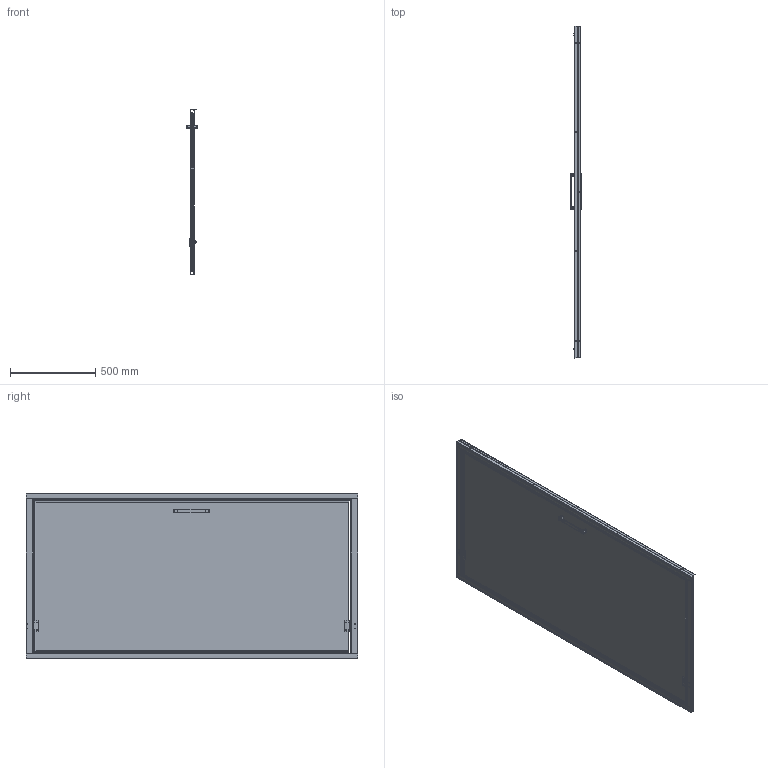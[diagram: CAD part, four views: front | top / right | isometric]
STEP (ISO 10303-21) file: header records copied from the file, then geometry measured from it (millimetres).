
FILE_DESCRIPTION((''),'2;1');
FILE_NAME('NDC9Z_ASM','2025-06-09T',('admin'),(''),'PRO/ENGINEER BY PARAMETRIC TECHNOLOGY CORPORATION, 2010280','PRO/ENGINEER BY PARAMETRIC TECHNOLOGY CORPORATION, 2010280','');
FILE_SCHEMA(('CONFIG_CONTROL_DESIGN'));
Products named in the file (36): MA020X806; FA101X1900; MA020X806X; MB327; LC003X781; LB302; LB005; LB006; LB003; M5; LGZ--LS138--CNC; MA099; LB201; M5X12; M5X16; FEZ--1_ASM; FEZ--2_ASM; MP045X621; MP045X136; NDZBLZ1_ASM; LA121X620; LA121X139; LA121X1820; MB102_ASM; FA201; FA321; FA322; BC037; FA323; FA210_ASM; XA102X1900; MB373-2; MB321; SK313--1850; MB102; NDC9Z_ASM
Assembly tree (59 placements, depth 4):
  NDC9Z_ASM
    MA020X806
    FA101X1900  x2
    MA020X806X
    MB327
    NDZBLZ1_ASM
      LC003X781
      FEZ--1_ASM
        LB302
        LB005
        LB006
        LB003
        M5
        LGZ--LS138--CNC
        MA099  x2
        LB201
        M5X12  x2
        M5X16
      FEZ--2_ASM
        LB302
        LB005
        LB006
        LB003
        M5
        LGZ--LS138--CNC
        M5X12  x2
        LB201
        MA099  x2
        M5X16
      MP045X621
      MP045X136
    LA121X620  x2
    LA121X139  x2
    LA121X1820
    MB102_ASM
    FA210_ASM
      FA201  x2
      FA321  x2
      FA322  x2
      BC037  x2
      FA323  x4
    XA102X1900
    MB373-2
    MB321
    SK313--1850
    MB102
Bounding box: 60.5 x 1950.18 x 975.87 mm (x, y, z)
Volume: 11439218.1 mm3; surface area: 6397024.1 mm2
Topology: 54 solids, 74 shells, 4482 faces, 11379 edges, 7049 vertices
Faces by surface type: cylinder 1773, plane 1435, bspline 630, torus 464, sphere 102, cone 66, extrusion 12
Entity records: 95950 total; most frequent: CARTESIAN_POINT 36932, ORIENTED_EDGE 12460, DIRECTION 12131, EDGE_CURVE 6247, AXIS2_PLACEMENT_3D 4490, VERTEX_POINT 3914, VECTOR 3151, LINE 3145
